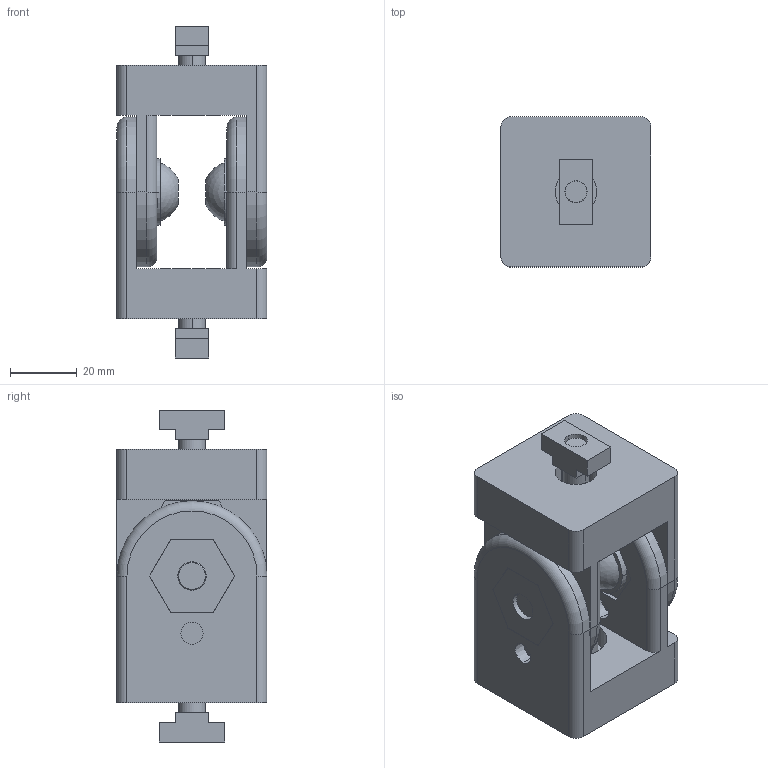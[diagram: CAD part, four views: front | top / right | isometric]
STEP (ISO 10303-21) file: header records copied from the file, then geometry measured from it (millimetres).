
FILE_DESCRIPTION (( 'STEP AP203' ), '1' );
FILE_NAME ('3_842_502_684_Bosch.step', '2024-06-10T06:26:29', ( '' ), ( '' ), 'SwSTEP 2.0', 'SolidWorks 2014', '' );
FILE_SCHEMA (( 'CONFIG_CONTROL_DESIGN' ));
Length unit declared in the file: millimetre
Products named in the file (15): Part-7; Part-12; Part-4; Part-2; Part-14; Part-6; Part-13; Part-9; Part-11; Part-5; Part-8; Part-1; Part-3; Part-10; 3_842_502_684_Bosch
Assembly tree (14 placements, depth 2):
  3_842_502_684_Bosch
    Part-1
    Part-2
    Part-3
    Part-4
    Part-5
    Part-6
    Part-7
    Part-8
    Part-9
    Part-10
    Part-11
    Part-12
    Part-13
    Part-14
Bounding box: 45 x 45 x 99.6 mm (x, y, z)
Volume: 103208.2 mm3; surface area: 41572.5 mm2
Topology: 14 solids, 14 shells, 256 faces, 608 edges, 400 vertices
Faces by surface type: plane 148, cylinder 84, cone 16, torus 4, sphere 4
Entity records: 9097 total; most frequent: DIRECTION 1362, CARTESIAN_POINT 1281, ORIENTED_EDGE 1216, EDGE_CURVE 608, AXIS2_PLACEMENT_3D 481, LINE 400, VERTEX_POINT 400, VECTOR 400
